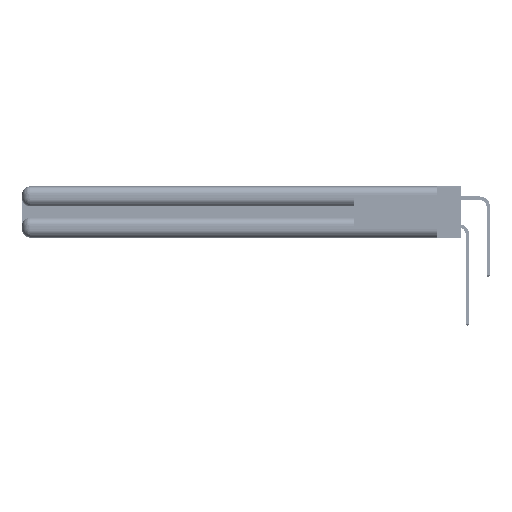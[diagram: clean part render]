
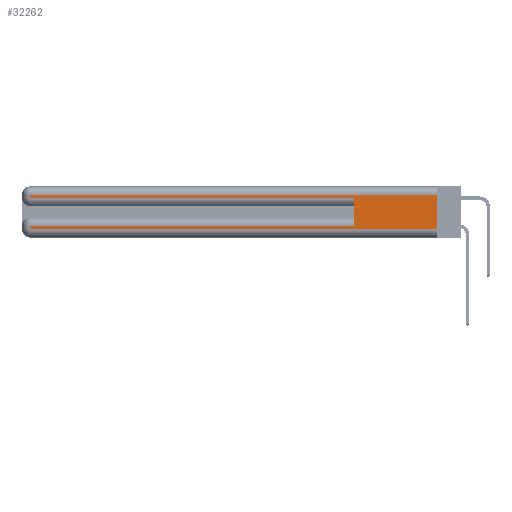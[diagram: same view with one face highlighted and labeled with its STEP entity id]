
A CAD part, left-side view. The second image highlights one B-rep face of the part: STEP entity #32262.
In plain terms, the highlighted planar face has unit normal (-1, 0, 0).
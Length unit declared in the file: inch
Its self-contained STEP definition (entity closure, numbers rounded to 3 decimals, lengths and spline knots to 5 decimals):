
#334 = VERTEX_POINT ( 'NONE', #5212 ) ;
#1730 = VERTEX_POINT ( 'NONE', #31820 ) ;
#2564 = CARTESIAN_POINT ( 'NONE',  ( 0., 0., 0.285 ) ) ;
#3206 = PLANE ( 'NONE',  #27405 ) ;
#3651 = LINE ( 'NONE', #2564, #44736 ) ;
#4218 = ORIENTED_EDGE ( 'NONE', *, *, #13410, .T. ) ;
#4437 = VERTEX_POINT ( 'NONE', #32359 ) ;
#4834 = LINE ( 'NONE', #27863, #48528 ) ;
#5079 = VERTEX_POINT ( 'NONE', #7208 ) ;
#5103 = EDGE_CURVE ( 'NONE', #38718, #13234, #39595, .T. ) ;
#5212 = CARTESIAN_POINT ( 'NONE',  ( 0., 2.94, 0.06 ) ) ;
#5789 = VECTOR ( 'NONE', #49377, 39.37008 ) ;
#7208 = CARTESIAN_POINT ( 'NONE',  ( 0., 0., 0.06 ) ) ;
#7490 = DIRECTION ( 'NONE',  ( 1., 0., 0. ) ) ;
#7857 = ORIENTED_EDGE ( 'NONE', *, *, #25386, .F. ) ;
#9352 = DIRECTION ( 'NONE',  ( 0., 0., -1. ) ) ;
#9794 = VECTOR ( 'NONE', #48259, 39.37008 ) ;
#10205 = ORIENTED_EDGE ( 'NONE', *, *, #39014, .T. ) ;
#12057 = EDGE_CURVE ( 'NONE', #334, #5079, #32400, .T. ) ;
#13234 = VERTEX_POINT ( 'NONE', #22881 ) ;
#13410 = EDGE_CURVE ( 'NONE', #16544, #22608, #3651, .T. ) ;
#15117 = ORIENTED_EDGE ( 'NONE', *, *, #5103, .T. ) ;
#16544 = VERTEX_POINT ( 'NONE', #34017 ) ;
#17043 = DIRECTION ( 'NONE',  ( 0., 0., 1. ) ) ;
#19168 = LINE ( 'NONE', #30560, #40366 ) ;
#21035 = LINE ( 'NONE', #21455, #54711 ) ;
#21455 = CARTESIAN_POINT ( 'NONE',  ( 0., 2.94, 0.37 ) ) ;
#22608 = VERTEX_POINT ( 'NONE', #52860 ) ;
#22881 = CARTESIAN_POINT ( 'NONE',  ( 0., 2.94, 0.085 ) ) ;
#23945 = CARTESIAN_POINT ( 'NONE',  ( 0., 0., 0.31 ) ) ;
#24000 = VECTOR ( 'NONE', #17043, 39.37008 ) ;
#25386 = EDGE_CURVE ( 'NONE', #4437, #5079, #19168, .T. ) ;
#27405 = AXIS2_PLACEMENT_3D ( 'NONE', #32940, #7490, #37208 ) ;
#27679 = EDGE_LOOP ( 'NONE', ( #7857, #40475, #53445, #4218, #29759, #15117, #10205, #38954 ) ) ;
#27863 = CARTESIAN_POINT ( 'NONE',  ( 0., 2.94, 0.37 ) ) ;
#29751 = LINE ( 'NONE', #23945, #5789 ) ;
#29759 = ORIENTED_EDGE ( 'NONE', *, *, #50001, .F. ) ;
#30560 = CARTESIAN_POINT ( 'NONE',  ( 0., 0., 0.37 ) ) ;
#31498 = CARTESIAN_POINT ( 'NONE',  ( 0., 0., 0.06 ) ) ;
#31820 = CARTESIAN_POINT ( 'NONE',  ( 0., 2.94, 0.31 ) ) ;
#32155 = DIRECTION ( 'NONE',  ( 0., 0., -1. ) ) ;
#32262 = ADVANCED_FACE ( 'NONE', ( #50296 ), #3206, .F. ) ;
#32359 = CARTESIAN_POINT ( 'NONE',  ( 0., 0., 0.31 ) ) ;
#32400 = LINE ( 'NONE', #31498, #9794 ) ;
#32940 = CARTESIAN_POINT ( 'NONE',  ( 0., 0., 0.37 ) ) ;
#33355 = EDGE_CURVE ( 'NONE', #4437, #1730, #29751, .T. ) ;
#34017 = CARTESIAN_POINT ( 'NONE',  ( 0., 2.94, 0.285 ) ) ;
#34774 = CARTESIAN_POINT ( 'NONE',  ( 0., 0.6, 0.085 ) ) ;
#34801 = DIRECTION ( 'NONE',  ( 0., 0., -1. ) ) ;
#37118 = DIRECTION ( 'NONE',  ( 0., 1., 0. ) ) ;
#37208 = DIRECTION ( 'NONE',  ( 0., 0., -1. ) ) ;
#38718 = VERTEX_POINT ( 'NONE', #34774 ) ;
#38954 = ORIENTED_EDGE ( 'NONE', *, *, #12057, .T. ) ;
#39014 = EDGE_CURVE ( 'NONE', #13234, #334, #4834, .T. ) ;
#39595 = LINE ( 'NONE', #49585, #49428 ) ;
#40366 = VECTOR ( 'NONE', #34801, 39.37008 ) ;
#40475 = ORIENTED_EDGE ( 'NONE', *, *, #33355, .T. ) ;
#44736 = VECTOR ( 'NONE', #49214, 39.37008 ) ;
#46447 = LINE ( 'NONE', #46618, #24000 ) ;
#46618 = CARTESIAN_POINT ( 'NONE',  ( 0., 0.6, 0.145 ) ) ;
#47995 = EDGE_CURVE ( 'NONE', #1730, #16544, #21035, .T. ) ;
#48259 = DIRECTION ( 'NONE',  ( 0., -1., 0. ) ) ;
#48528 = VECTOR ( 'NONE', #32155, 39.37008 ) ;
#49214 = DIRECTION ( 'NONE',  ( 0., -1., 0. ) ) ;
#49377 = DIRECTION ( 'NONE',  ( 0., 1., 0. ) ) ;
#49428 = VECTOR ( 'NONE', #37118, 39.37008 ) ;
#49585 = CARTESIAN_POINT ( 'NONE',  ( 0., 0., 0.085 ) ) ;
#50001 = EDGE_CURVE ( 'NONE', #38718, #22608, #46447, .T. ) ;
#50296 = FACE_OUTER_BOUND ( 'NONE', #27679, .T. ) ;
#52860 = CARTESIAN_POINT ( 'NONE',  ( 0., 0.6, 0.285 ) ) ;
#53445 = ORIENTED_EDGE ( 'NONE', *, *, #47995, .T. ) ;
#54711 = VECTOR ( 'NONE', #9352, 39.37008 ) ;
